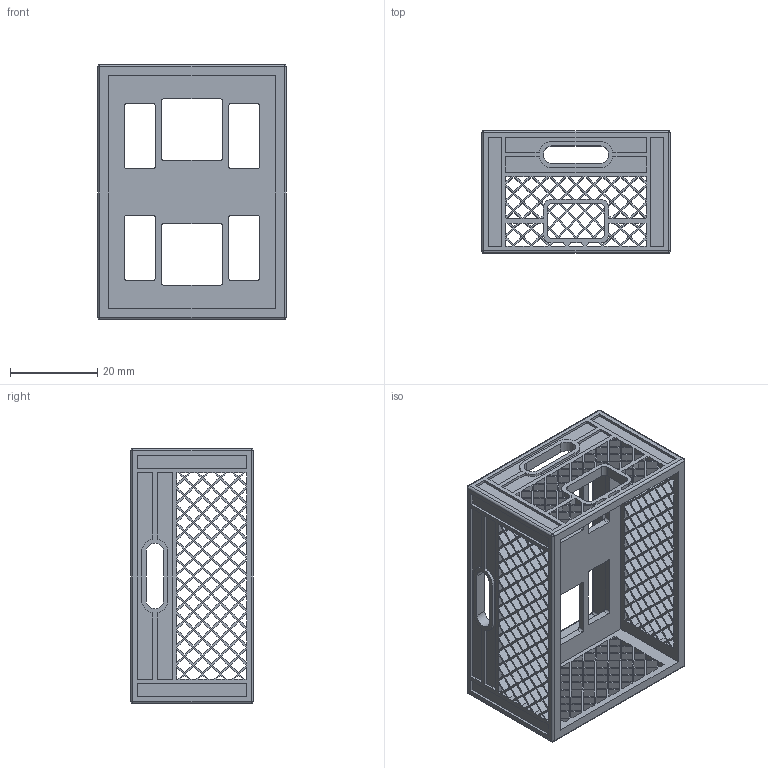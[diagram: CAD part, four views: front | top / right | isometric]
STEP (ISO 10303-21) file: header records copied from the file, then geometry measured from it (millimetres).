
FILE_DESCRIPTION(/* description */ (''),/* implementation_level */ '2;1');
FILE_NAME(/* name */ 'plate draft v23.step',/* time_stamp */ '2021-08-17T09:59:41-04:00',/* author */ (''),/* organization */ (''),/* preprocessor_version */ 'ST-DEVELOPER v18.1',/* originating_system */ 'Autodesk Translation Framework v10.9.0.1377',/* authorisation */ '');
FILE_SCHEMA (('AUTOMOTIVE_DESIGN { 1 0 10303 214 3 1 1 }'));
Length unit declared in the file: millimetre
Products named in the file (1): plate draft
Bounding box: 43.1 x 28 x 58.23 mm (x, y, z)
Volume: 9163.4 mm3; surface area: 19316.9 mm2
Topology: 1 solids, 1 shells, 1678 faces, 4942 edges, 3284 vertices
Faces by surface type: plane 1587, cylinder 79, sphere 8, torus 4
Entity records: 56357 total; most frequent: CARTESIAN_POINT 9905, ORIENTED_EDGE 9884, DIRECTION 8462, EDGE_CURVE 4942, LINE 4780, VECTOR 4780, VERTEX_POINT 3284, EDGE_LOOP 2462
